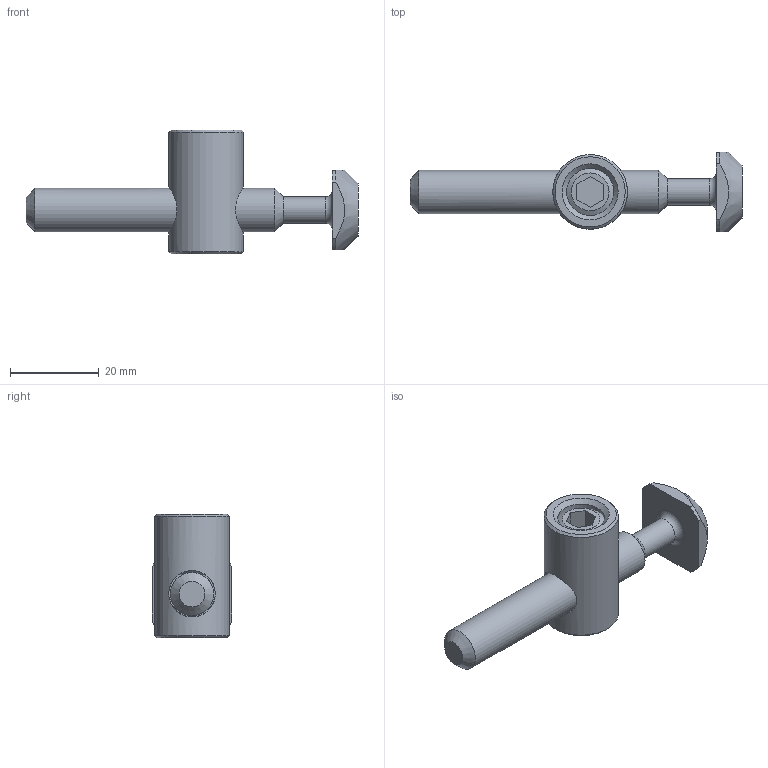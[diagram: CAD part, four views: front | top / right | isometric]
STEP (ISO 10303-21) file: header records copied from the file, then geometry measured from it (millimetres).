
FILE_DESCRIPTION(/* description */ (''),/* implementation_level */ '2;1');
FILE_NAME(/* name */ '412535635_Schnellspannverbinder_nut_10_biegbar.stp',/* time_stamp */ '2023-01-23T13:51:53+01:00',/* author */ ('Praktikant'),/* organization */ (''),/* preprocessor_version */ 'ST-DEVELOPER v17.2',/* originating_system */ 'Autodesk Inventor 2019',/* authorisation */ '');
FILE_SCHEMA (('AUTOMOTIVE_DESIGN { 1 0 10303 214 3 1 1 }'));
Length unit declared in the file: millimetre
Products named in the file (1): 412535635_Schnellspannverbinder_nut_10_biegbar_Shrinkwrap_1
Bounding box: 75 x 18 x 28 mm (x, y, z)
Volume: 9887.5 mm3; surface area: 6087.7 mm2
Topology: 3 solids, 3 shells, 41 faces, 110 edges, 77 vertices
Faces by surface type: plane 19, cylinder 11, cone 10, torus 1
Full cylindrical faces by diameter (mm): 6 x1, 9.8 x1, 10.5 x2, 10.65 x1, 12 x1, 16.85 x1
Entity records: 1635 total; most frequent: CARTESIAN_POINT 470, DIRECTION 232, ORIENTED_EDGE 220, EDGE_CURVE 110, AXIS2_PLACEMENT_3D 92, VERTEX_POINT 77, CIRCLE 50, EDGE_LOOP 49
